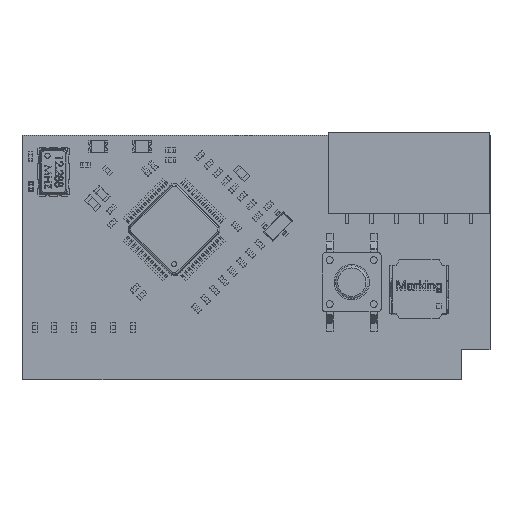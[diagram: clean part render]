
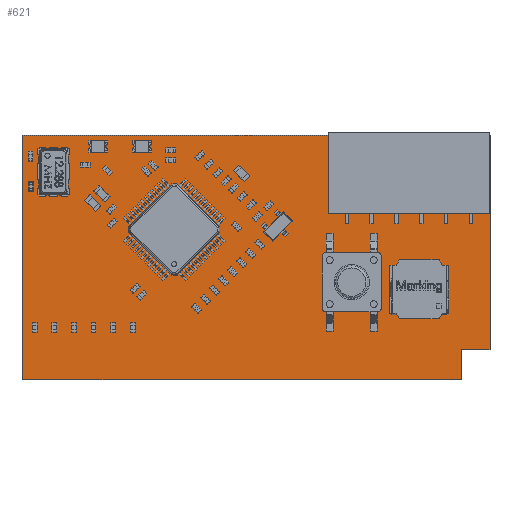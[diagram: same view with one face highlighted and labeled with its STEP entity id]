
A CAD part, top view. The second image highlights one B-rep face of the part: STEP entity #621.
In plain terms, the highlighted planar face has unit normal (0, 0, 1).
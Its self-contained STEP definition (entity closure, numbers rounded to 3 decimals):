
#396 = VERTEX_POINT('',#397);
#397 = CARTESIAN_POINT('',(110.8,48.6,0.624));
#403 = EDGE_CURVE('',#396,#404,#406,.T.);
#404 = VERTEX_POINT('',#405);
#405 = CARTESIAN_POINT('',(110.8,51.7,0.624));
#406 = LINE('',#407,#408);
#407 = CARTESIAN_POINT('',(110.8,48.6,0.624));
#408 = VECTOR('',#409,1.);
#409 = DIRECTION('',(0.,1.,0.));
#434 = EDGE_CURVE('',#404,#435,#437,.T.);
#435 = VERTEX_POINT('',#436);
#436 = CARTESIAN_POINT('',(113.7,51.7,0.624));
#437 = LINE('',#438,#439);
#438 = CARTESIAN_POINT('',(110.8,51.7,0.624));
#439 = VECTOR('',#440,1.);
#440 = DIRECTION('',(1.,0.,0.));
#465 = EDGE_CURVE('',#435,#466,#468,.T.);
#466 = VERTEX_POINT('',#467);
#467 = CARTESIAN_POINT('',(113.7,73.6,0.624));
#468 = LINE('',#469,#470);
#469 = CARTESIAN_POINT('',(113.7,51.7,0.624));
#470 = VECTOR('',#471,1.);
#471 = DIRECTION('',(0.,1.,0.));
#496 = EDGE_CURVE('',#466,#497,#499,.T.);
#497 = VERTEX_POINT('',#498);
#498 = CARTESIAN_POINT('',(65.9,73.6,0.624));
#499 = LINE('',#500,#501);
#500 = CARTESIAN_POINT('',(113.7,73.6,0.624));
#501 = VECTOR('',#502,1.);
#502 = DIRECTION('',(-1.,0.,0.));
#527 = EDGE_CURVE('',#497,#528,#530,.T.);
#528 = VERTEX_POINT('',#529);
#529 = CARTESIAN_POINT('',(65.9,48.6,0.624));
#530 = LINE('',#531,#532);
#531 = CARTESIAN_POINT('',(65.9,73.6,0.624));
#532 = VECTOR('',#533,1.);
#533 = DIRECTION('',(0.,-1.,0.));
#558 = EDGE_CURVE('',#528,#559,#561,.T.);
#559 = VERTEX_POINT('',#560);
#560 = CARTESIAN_POINT('',(66.5,48.6,0.624));
#561 = LINE('',#562,#563);
#562 = CARTESIAN_POINT('',(65.9,48.6,0.624));
#563 = VECTOR('',#564,1.);
#564 = DIRECTION('',(1.,0.,0.));
#589 = EDGE_CURVE('',#559,#396,#590,.T.);
#590 = LINE('',#591,#592);
#591 = CARTESIAN_POINT('',(66.5,48.6,0.624));
#592 = VECTOR('',#593,1.);
#593 = DIRECTION('',(1.,0.,0.));
#621 = ADVANCED_FACE('',(#622),#631,.T.);
#622 = FACE_BOUND('',#623,.T.);
#623 = EDGE_LOOP('',(#624,#625,#626,#627,#628,#629,#630));
#624 = ORIENTED_EDGE('',*,*,#403,.T.);
#625 = ORIENTED_EDGE('',*,*,#434,.T.);
#626 = ORIENTED_EDGE('',*,*,#465,.T.);
#627 = ORIENTED_EDGE('',*,*,#496,.T.);
#628 = ORIENTED_EDGE('',*,*,#527,.T.);
#629 = ORIENTED_EDGE('',*,*,#558,.T.);
#630 = ORIENTED_EDGE('',*,*,#589,.T.);
#631 = PLANE('',#632);
#632 = AXIS2_PLACEMENT_3D('',#633,#634,#635);
#633 = CARTESIAN_POINT('',(110.8,48.6,0.624));
#634 = DIRECTION('',(0.,0.,1.));
#635 = DIRECTION('',(1.,0.,0.));
